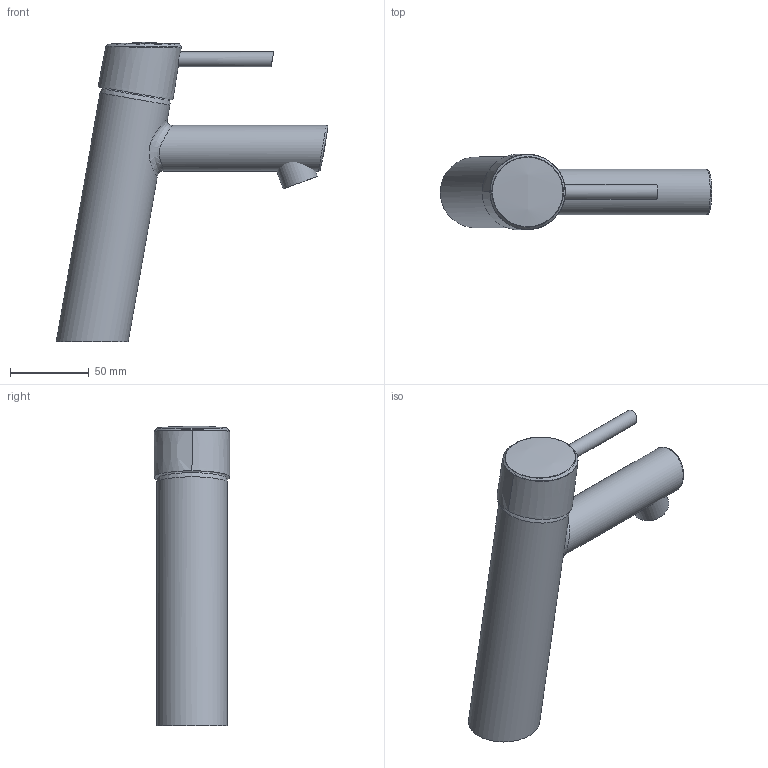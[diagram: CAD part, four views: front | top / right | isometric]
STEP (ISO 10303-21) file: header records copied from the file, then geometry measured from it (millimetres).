
FILE_DESCRIPTION(/* description */ ('Unknown'),/* implementation_level */ '2;1');
FILE_NAME(/* name */ '23451001',/* time_stamp */ '2022-09-10T05:17:06+02:00',/* author */ ('Unknown'),/* organization */ ('GROHE AG'),/* preprocessor_version */ 'ST-DEVELOPER v16.7',/* originating_system */ 'DEX',/* authorisation */ $);
FILE_SCHEMA (('AUTOMOTIVE_DESIGN {1 0 10303 214 3 1 1}'));
Length unit declared in the file: millimetre
Products named in the file (4): 23451001; 07844138_HEBEL_EHM-_OHM_LEVER_01148499; id53; EXTRUDE#
Assembly tree (3 placements, depth 2):
  23451001
    07844138_HEBEL_EHM-_OHM_LEVER_01148499
    id53
    EXTRUDE#
Bounding box: 172.44 x 48.22 x 189.97 mm (x, y, z)
Volume: 62420.7 mm3; surface area: 45519.1 mm2
Topology: 1 solids, 3 shells, 22 faces, 52 edges, 33 vertices
Faces by surface type: bspline 13, cylinder 4, plane 3, sphere 1, cone 1
Full cylindrical faces by diameter (mm): 9.5 x1, 23.15 x1, 29 x1, 45 x1
Entity records: 2784 total; most frequent: CARTESIAN_POINT 2372, ORIENTED_EDGE 64, DIRECTION 35, EDGE_CURVE 33, FACE_BOUND 32, EDGE_LOOP 31, B_SPLINE_CURVE_WITH_KNOTS 28, VERTEX_POINT 25
